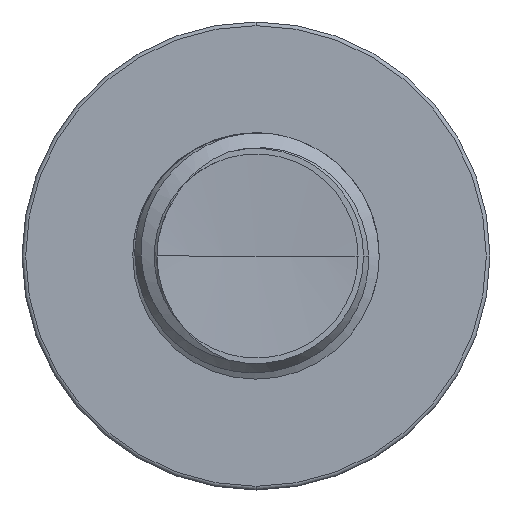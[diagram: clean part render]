
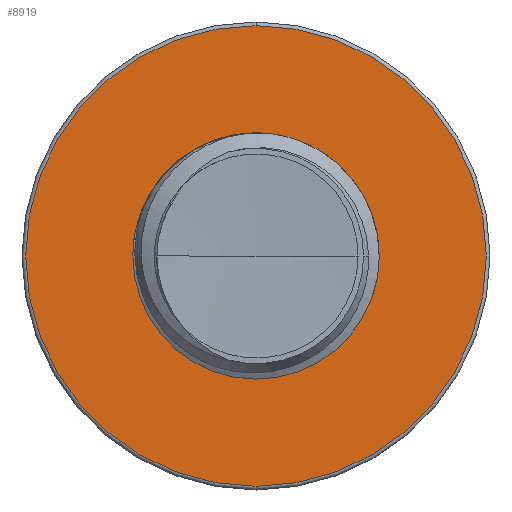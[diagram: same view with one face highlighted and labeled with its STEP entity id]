
A CAD part, front view. The second image highlights one B-rep face of the part: STEP entity #8919.
In plain terms, the highlighted planar face has unit normal (0, -1, 0).
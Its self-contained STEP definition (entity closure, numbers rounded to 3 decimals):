
#1 = EDGE_LOOP ( 'NONE', ( #8032, #3212 ) ) ;
#56 = ORIENTED_EDGE ( 'NONE', *, *, #4060, .T. ) ;
#160 = AXIS2_PLACEMENT_3D ( 'NONE', #1594, #10100, #2782 ) ;
#465 = VERTEX_POINT ( 'NONE', #13704 ) ;
#893 = FACE_OUTER_BOUND ( 'NONE', #12896, .T. ) ;
#1594 = CARTESIAN_POINT ( 'NONE',  ( 0., 4., 0. ) ) ;
#1853 = EDGE_CURVE ( 'NONE', #14238, #6766, #15065, .T. ) ;
#2626 = CARTESIAN_POINT ( 'NONE',  ( 0., 4., -2.438 ) ) ;
#2782 = DIRECTION ( 'NONE',  ( 0., 0., -1. ) ) ;
#2995 = CARTESIAN_POINT ( 'NONE',  ( 0., 4., 4.675 ) ) ;
#3212 = ORIENTED_EDGE ( 'NONE', *, *, #11772, .F. ) ;
#3482 = AXIS2_PLACEMENT_3D ( 'NONE', #4241, #4237, #4220 ) ;
#3528 = DIRECTION ( 'NONE',  ( 0., -1., 0. ) ) ;
#4060 = EDGE_CURVE ( 'NONE', #6766, #14238, #10429, .T. ) ;
#4220 = DIRECTION ( 'NONE',  ( 0., 0., -1. ) ) ;
#4237 = DIRECTION ( 'NONE',  ( 0., -1., 0. ) ) ;
#4241 = CARTESIAN_POINT ( 'NONE',  ( 0., 4., 0. ) ) ;
#6766 = VERTEX_POINT ( 'NONE', #2995 ) ;
#6826 = DIRECTION ( 'NONE',  ( 0., 0., -1. ) ) ;
#7083 = AXIS2_PLACEMENT_3D ( 'NONE', #11164, #11153, #11130 ) ;
#8032 = ORIENTED_EDGE ( 'NONE', *, *, #9500, .F. ) ;
#8919 = ADVANCED_FACE ( 'NONE', ( #893, #9826 ), #12883, .T. ) ;
#9362 = VERTEX_POINT ( 'NONE', #2626 ) ;
#9500 = EDGE_CURVE ( 'NONE', #9362, #465, #13570, .T. ) ;
#9617 = ORIENTED_EDGE ( 'NONE', *, *, #1853, .T. ) ;
#9826 = FACE_BOUND ( 'NONE', #1, .T. ) ;
#10100 = DIRECTION ( 'NONE',  ( 0., -1., 0. ) ) ;
#10429 = CIRCLE ( 'NONE', #3482, 4.675 ) ;
#10827 = CARTESIAN_POINT ( 'NONE',  ( 0., 4., 0. ) ) ;
#11130 = DIRECTION ( 'NONE',  ( 0., 0., -1. ) ) ;
#11153 = DIRECTION ( 'NONE',  ( 0., -1., 0. ) ) ;
#11164 = CARTESIAN_POINT ( 'NONE',  ( 0., 4., 0. ) ) ;
#11722 = CARTESIAN_POINT ( 'NONE',  ( 0., 4., 2.438 ) ) ;
#11772 = EDGE_CURVE ( 'NONE', #465, #9362, #12843, .T. ) ;
#12015 = DIRECTION ( 'NONE',  ( 0., 0., -1. ) ) ;
#12557 = CARTESIAN_POINT ( 'NONE',  ( 0., 4., -4.675 ) ) ;
#12843 = CIRCLE ( 'NONE', #15416, 2.438 ) ;
#12883 = PLANE ( 'NONE',  #12961 ) ;
#12896 = EDGE_LOOP ( 'NONE', ( #9617, #56 ) ) ;
#12961 = AXIS2_PLACEMENT_3D ( 'NONE', #11722, #14139, #6826 ) ;
#13570 = CIRCLE ( 'NONE', #160, 2.438 ) ;
#13704 = CARTESIAN_POINT ( 'NONE',  ( 0., 4., 2.438 ) ) ;
#14139 = DIRECTION ( 'NONE',  ( 0., -1., 0. ) ) ;
#14238 = VERTEX_POINT ( 'NONE', #12557 ) ;
#15065 = CIRCLE ( 'NONE', #7083, 4.675 ) ;
#15416 = AXIS2_PLACEMENT_3D ( 'NONE', #10827, #3528, #12015 ) ;
